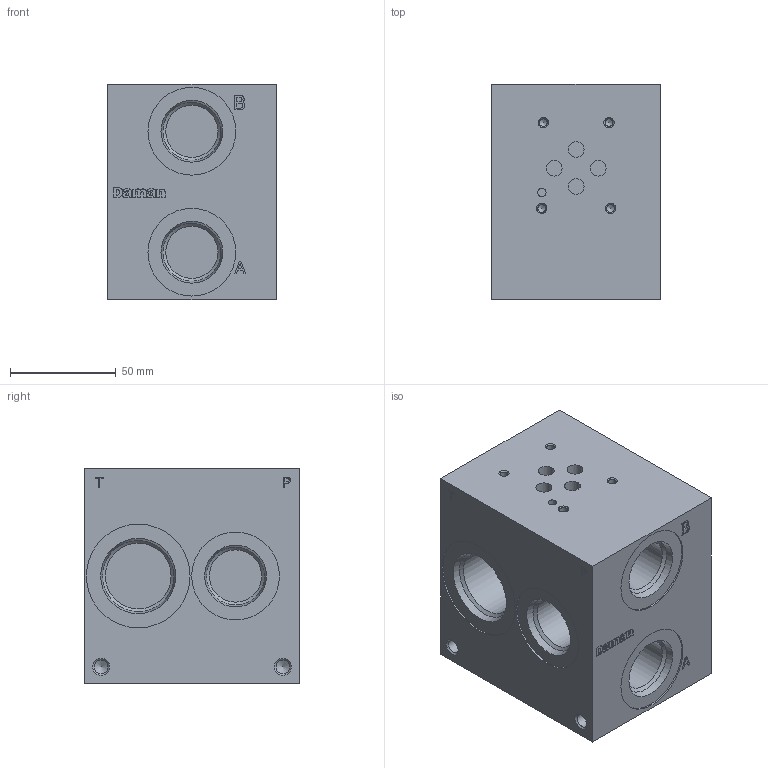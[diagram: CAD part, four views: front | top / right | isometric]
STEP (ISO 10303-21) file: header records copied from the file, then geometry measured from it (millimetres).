
FILE_DESCRIPTION( ( 'STEP AP214' ), ' ' );
FILE_NAME( 'AD03HP012S.stp', '2018-04-21T01:02:26', ( '' ), ( '' ), ' ', 'PARTsolutions', ' ' );
FILE_SCHEMA( ( 'AUTOMOTIVE_DESIGN { 1 0 10303 214 1 1 1 1 }' ) );
Length unit declared in the file: inch
Products named in the file (1): _AD03HP012S
Bounding box: 79.38 x 101.6 x 101.6 mm (x, y, z)
Volume: 725555.2 mm3; surface area: 67282 mm2
Topology: 1 solids, 1 shells, 255 faces, 625 edges, 408 vertices
Faces by surface type: plane 160, cylinder 67, cone 28
Full cylindrical faces by diameter (mm): 3.68 x4, 4.013 x1, 6.411 x4, 7.493 x4, 24.696 x4, 31.046 x2, 41.453 x4, 48.971 x2
Entity records: 9198 total; most frequent: DIRECTION 1228, CARTESIAN_POINT 1224, ORIENTED_EDGE 1124, EDGE_CURVE 562, AXIS2_PLACEMENT_3D 410, LINE 408, VECTOR 408, VERTEX_POINT 406
